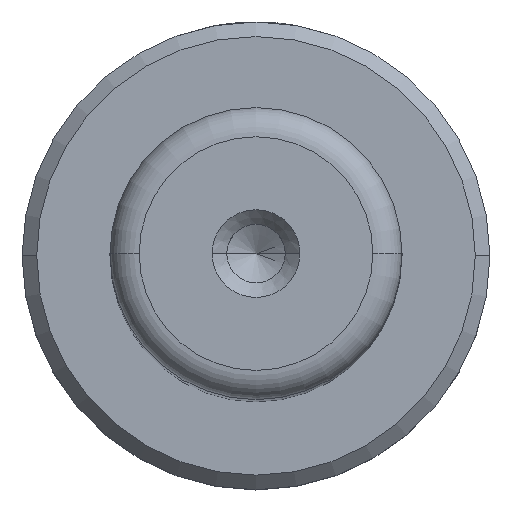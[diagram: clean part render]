
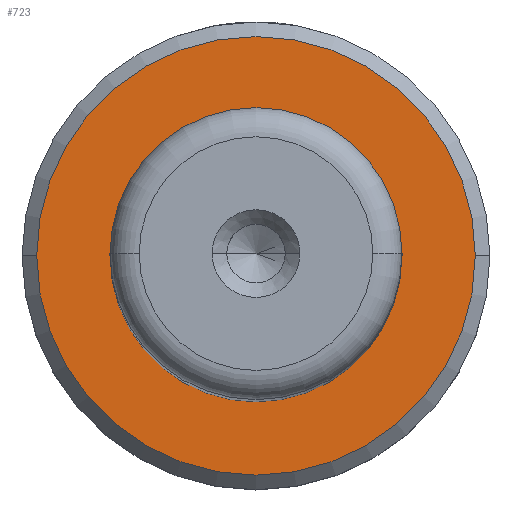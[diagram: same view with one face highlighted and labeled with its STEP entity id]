
A CAD part, top view. The second image highlights one B-rep face of the part: STEP entity #723.
In plain terms, the highlighted planar face has unit normal (0, 0, 1).
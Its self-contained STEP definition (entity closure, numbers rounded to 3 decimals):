
#23 = CARTESIAN_POINT ( 'NONE',  ( 0., 0., 13. ) ) ;
#89 = CIRCLE ( 'NONE', #719, 4.495 ) ;
#142 = ORIENTED_EDGE ( 'NONE', *, *, #1787, .T. ) ;
#197 = CARTESIAN_POINT ( 'NONE',  ( 0., 0., 13. ) ) ;
#290 = VERTEX_POINT ( 'NONE', #1862 ) ;
#301 = DIRECTION ( 'NONE',  ( 0., 0., 1. ) ) ;
#349 = DIRECTION ( 'NONE',  ( 0., 0., 1. ) ) ;
#361 = CARTESIAN_POINT ( 'NONE',  ( 0., 0., 13. ) ) ;
#382 = EDGE_LOOP ( 'NONE', ( #1739, #390 ) ) ;
#390 = ORIENTED_EDGE ( 'NONE', *, *, #1682, .T. ) ;
#524 = DIRECTION ( 'NONE',  ( 1., 0., 0. ) ) ;
#583 = VERTEX_POINT ( 'NONE', #1879 ) ;
#600 = EDGE_CURVE ( 'NONE', #290, #583, #89, .T. ) ;
#664 = AXIS2_PLACEMENT_3D ( 'NONE', #1663, #705, #1825 ) ;
#688 = DIRECTION ( 'NONE',  ( -1., 0., 0. ) ) ;
#705 = DIRECTION ( 'NONE',  ( 0., 0., -1. ) ) ;
#719 = AXIS2_PLACEMENT_3D ( 'NONE', #23, #1647, #688 ) ;
#723 = ADVANCED_FACE ( 'NONE', ( #1628, #728 ), #830, .T. ) ;
#728 = FACE_BOUND ( 'NONE', #382, .T. ) ;
#830 = PLANE ( 'NONE',  #1792 ) ;
#1166 = VERTEX_POINT ( 'NONE', #1314 ) ;
#1238 = CIRCLE ( 'NONE', #664, 4.495 ) ;
#1248 = ORIENTED_EDGE ( 'NONE', *, *, #1828, .T. ) ;
#1266 = CARTESIAN_POINT ( 'NONE',  ( 0., 0., 13. ) ) ;
#1314 = CARTESIAN_POINT ( 'NONE',  ( 7.5, 0., 13. ) ) ;
#1423 = DIRECTION ( 'NONE',  ( 1., 0., 0. ) ) ;
#1482 = DIRECTION ( 'NONE',  ( 0., 0., 1. ) ) ;
#1616 = VERTEX_POINT ( 'NONE', #1640 ) ;
#1628 = FACE_OUTER_BOUND ( 'NONE', #1985, .T. ) ;
#1629 = AXIS2_PLACEMENT_3D ( 'NONE', #1266, #301, #1423 ) ;
#1640 = CARTESIAN_POINT ( 'NONE',  ( -7.5, 0., 13. ) ) ;
#1647 = DIRECTION ( 'NONE',  ( 0., 0., -1. ) ) ;
#1663 = CARTESIAN_POINT ( 'NONE',  ( 0., 0., 13. ) ) ;
#1682 = EDGE_CURVE ( 'NONE', #583, #290, #1238, .T. ) ;
#1712 = CIRCLE ( 'NONE', #1629, 7.5 ) ;
#1739 = ORIENTED_EDGE ( 'NONE', *, *, #600, .T. ) ;
#1787 = EDGE_CURVE ( 'NONE', #1166, #1616, #1712, .T. ) ;
#1792 = AXIS2_PLACEMENT_3D ( 'NONE', #197, #349, #1952 ) ;
#1825 = DIRECTION ( 'NONE',  ( -1., 0., 0. ) ) ;
#1828 = EDGE_CURVE ( 'NONE', #1616, #1166, #1935, .T. ) ;
#1845 = AXIS2_PLACEMENT_3D ( 'NONE', #361, #1482, #524 ) ;
#1862 = CARTESIAN_POINT ( 'NONE',  ( 4.495, 0., 13. ) ) ;
#1879 = CARTESIAN_POINT ( 'NONE',  ( -4.495, 0., 13. ) ) ;
#1935 = CIRCLE ( 'NONE', #1845, 7.5 ) ;
#1952 = DIRECTION ( 'NONE',  ( 1., 0., 0. ) ) ;
#1985 = EDGE_LOOP ( 'NONE', ( #1248, #142 ) ) ;
